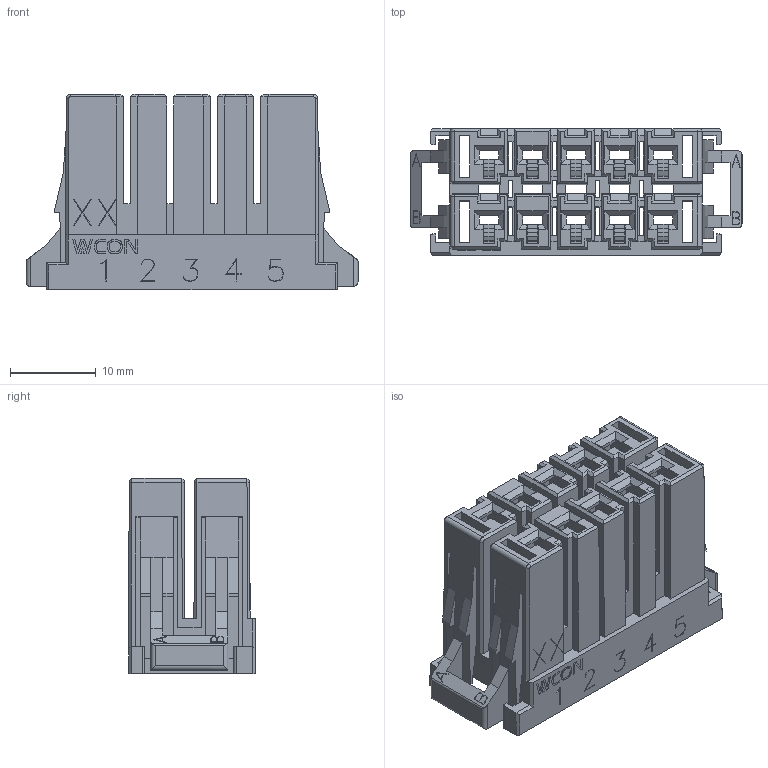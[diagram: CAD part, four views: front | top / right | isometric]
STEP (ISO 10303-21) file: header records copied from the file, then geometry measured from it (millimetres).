
FILE_DESCRIPTION( ('This file contains a STEP AP42 implementation' ,'as created by ZW3D STEP Interface translator.') ,'2;1' );
FILE_NAME( 'WD5085-2H05B004W.stp' ,'2312 8.165339', (''), ('ZWCAD Software Co.'), 'Version 1.0', 'ZW3D to STEP translator', '' );
FILE_SCHEMA(('AUTOMOTIVE_DESIGN { 1 0 10303 214 1 1 1 1 }'));
Length unit declared in the file: millimetre
Products named in the file (2): 0; WD5085-2H05B004W
Bounding box: 38.77 x 14.83 x 22.8 mm (x, y, z)
Volume: 4596.6 mm3; surface area: 11378.4 mm2
Topology: 1 solids, 1 shells, 1316 faces, 3692 edges, 2378 vertices
Faces by surface type: plane 1052, bspline 204, cylinder 60
Entity records: 43519 total; most frequent: CARTESIAN_POINT 8951, ORIENTED_EDGE 7384, DIRECTION 5962, EDGE_CURVE 3692, VECTOR 3492, LINE 3492, VERTEX_POINT 2378, EDGE_LOOP 1382
